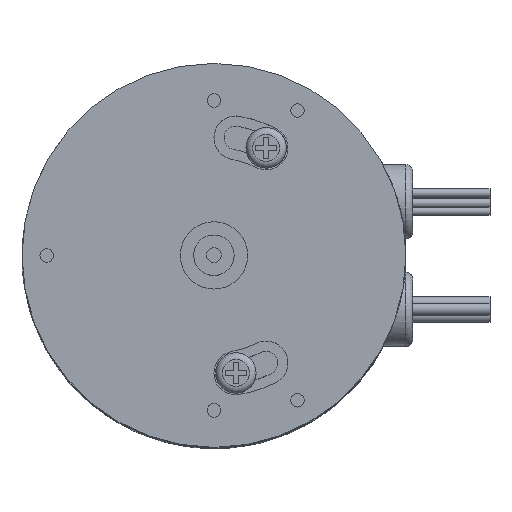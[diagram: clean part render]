
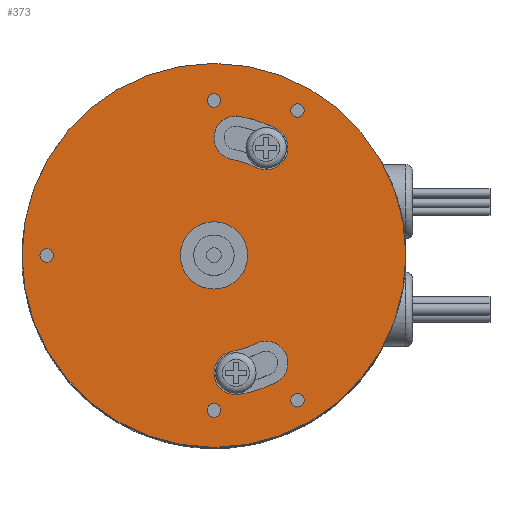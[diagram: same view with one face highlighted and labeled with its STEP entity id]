
A CAD part, top view. The second image highlights one B-rep face of the part: STEP entity #373.
In plain terms, the highlighted planar face has unit normal (0, 0, 1).
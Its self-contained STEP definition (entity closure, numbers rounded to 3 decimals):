
#373 = ADVANCED_FACE( '', ( #878, #879, #880, #881, #882, #883, #884, #885, #886 ), #887, .F. );
#878 = FACE_BOUND( '', #1523, .T. );
#879 = FACE_BOUND( '', #1524, .T. );
#880 = FACE_BOUND( '', #1525, .T. );
#881 = FACE_BOUND( '', #1526, .T. );
#882 = FACE_BOUND( '', #1527, .T. );
#883 = FACE_BOUND( '', #1528, .T. );
#884 = FACE_BOUND( '', #1529, .T. );
#885 = FACE_BOUND( '', #1530, .T. );
#886 = FACE_OUTER_BOUND( '', #1531, .T. );
#887 = PLANE( '', #1532 );
#1523 = EDGE_LOOP( '', ( #2530 ) );
#1524 = EDGE_LOOP( '', ( #2531 ) );
#1525 = EDGE_LOOP( '', ( #2532 ) );
#1526 = EDGE_LOOP( '', ( #2533 ) );
#1527 = EDGE_LOOP( '', ( #2534 ) );
#1528 = EDGE_LOOP( '', ( #2535, #2536, #2537, #2538 ) );
#1529 = EDGE_LOOP( '', ( #2539, #2540, #2541, #2542 ) );
#1530 = EDGE_LOOP( '', ( #2543 ) );
#1531 = EDGE_LOOP( '', ( #2544 ) );
#1532 = AXIS2_PLACEMENT_3D( '', #2545, #2546, #2547 );
#2530 = ORIENTED_EDGE( '', *, *, #3638, .T. );
#2531 = ORIENTED_EDGE( '', *, *, #3584, .T. );
#2532 = ORIENTED_EDGE( '', *, *, #3505, .T. );
#2533 = ORIENTED_EDGE( '', *, *, #3639, .T. );
#2534 = ORIENTED_EDGE( '', *, *, #3621, .T. );
#2535 = ORIENTED_EDGE( '', *, *, #3640, .T. );
#2536 = ORIENTED_EDGE( '', *, *, #3641, .T. );
#2537 = ORIENTED_EDGE( '', *, *, #3642, .T. );
#2538 = ORIENTED_EDGE( '', *, *, #3536, .T. );
#2539 = ORIENTED_EDGE( '', *, *, #3643, .F. );
#2540 = ORIENTED_EDGE( '', *, *, #3373, .F. );
#2541 = ORIENTED_EDGE( '', *, *, #3644, .F. );
#2542 = ORIENTED_EDGE( '', *, *, #3465, .F. );
#2543 = ORIENTED_EDGE( '', *, *, #3645, .T. );
#2544 = ORIENTED_EDGE( '', *, *, #3348, .F. );
#2545 = CARTESIAN_POINT( '', ( 0., 0., 114. ) );
#2546 = DIRECTION( '', ( 0., 0., -1. ) );
#2547 = DIRECTION( '', ( -1., 0., 0. ) );
#3348 = EDGE_CURVE( '', #3914, #3914, #3915, .T. );
#3373 = EDGE_CURVE( '', #3958, #3959, #3960, .T. );
#3465 = EDGE_CURVE( '', #4109, #4110, #4111, .T. );
#3505 = EDGE_CURVE( '', #4177, #4177, #4178, .T. );
#3536 = EDGE_CURVE( '', #4227, #4228, #4229, .T. );
#3584 = EDGE_CURVE( '', #4301, #4301, #4302, .T. );
#3621 = EDGE_CURVE( '', #4354, #4354, #4355, .T. );
#3638 = EDGE_CURVE( '', #4378, #4378, #4379, .T. );
#3639 = EDGE_CURVE( '', #4380, #4380, #4381, .T. );
#3640 = EDGE_CURVE( '', #4228, #4382, #4383, .T. );
#3641 = EDGE_CURVE( '', #4382, #4384, #4385, .T. );
#3642 = EDGE_CURVE( '', #4384, #4227, #4386, .T. );
#3643 = EDGE_CURVE( '', #3959, #4109, #4387, .T. );
#3644 = EDGE_CURVE( '', #4110, #3958, #4388, .T. );
#3645 = EDGE_CURVE( '', #4389, #4389, #4390, .T. );
#3914 = VERTEX_POINT( '', #4890 );
#3915 = CIRCLE( '', #4891, 28.5 );
#3958 = VERTEX_POINT( '', #4952 );
#3959 = VERTEX_POINT( '', #4953 );
#3960 = CIRCLE( '', #4954, 21. );
#4109 = VERTEX_POINT( '', #5152 );
#4110 = VERTEX_POINT( '', #5153 );
#4111 = CIRCLE( '', #5154, 14.5 );
#4177 = VERTEX_POINT( '', #5241 );
#4178 = CIRCLE( '', #5242, 1.007 );
#4227 = VERTEX_POINT( '', #5298 );
#4228 = VERTEX_POINT( '', #5299 );
#4229 = CIRCLE( '', #5300, 3.25 );
#4301 = VERTEX_POINT( '', #5390 );
#4302 = CIRCLE( '', #5391, 1.007 );
#4354 = VERTEX_POINT( '', #5454 );
#4355 = CIRCLE( '', #5455, 1.007 );
#4378 = VERTEX_POINT( '', #5485 );
#4379 = CIRCLE( '', #5486, 1.007 );
#4380 = VERTEX_POINT( '', #5487 );
#4381 = CIRCLE( '', #5488, 1.007 );
#4382 = VERTEX_POINT( '', #5489 );
#4383 = CIRCLE( '', #5490, 14.5 );
#4384 = VERTEX_POINT( '', #5491 );
#4385 = CIRCLE( '', #5492, 3.25 );
#4386 = CIRCLE( '', #5493, 21. );
#4387 = CIRCLE( '', #5494, 3.25 );
#4388 = CIRCLE( '', #5495, 3.25 );
#4389 = VERTEX_POINT( '', #5496 );
#4390 = CIRCLE( '', #5497, 5. );
#4890 = CARTESIAN_POINT( '', ( 28.5, 0., 114. ) );
#4891 = AXIS2_PLACEMENT_3D( '', #5844, #5845, #5846 );
#4952 = CARTESIAN_POINT( '', ( 9.169, 18.893, 114. ) );
#4953 = CARTESIAN_POINT( '', ( 3.845, 20.645, 114. ) );
#4954 = AXIS2_PLACEMENT_3D( '', #5871, #5872, #5873 );
#5152 = CARTESIAN_POINT( '', ( 2.655, 14.255, 114. ) );
#5153 = CARTESIAN_POINT( '', ( 6.331, 13.045, 114. ) );
#5154 = AXIS2_PLACEMENT_3D( '', #5980, #5981, #5982 );
#5241 = CARTESIAN_POINT( '', ( 0., 21.994, 114. ) );
#5242 = AXIS2_PLACEMENT_3D( '', #6031, #6032, #6033 );
#5298 = CARTESIAN_POINT( '', ( 3.845, -20.645, 114. ) );
#5299 = CARTESIAN_POINT( '', ( 2.655, -14.255, 114. ) );
#5300 = AXIS2_PLACEMENT_3D( '', #6080, #6081, #6082 );
#5390 = CARTESIAN_POINT( '', ( 12.41, 20.494, 114. ) );
#5391 = AXIS2_PLACEMENT_3D( '', #6155, #6156, #6157 );
#5454 = CARTESIAN_POINT( '', ( -24.829, -1.007, 114. ) );
#5455 = AXIS2_PLACEMENT_3D( '', #6205, #6206, #6207 );
#5485 = CARTESIAN_POINT( '', ( 12.41, -22.507, 114. ) );
#5486 = AXIS2_PLACEMENT_3D( '', #6221, #6222, #6223 );
#5487 = CARTESIAN_POINT( '', ( 0., -24.007, 114. ) );
#5488 = AXIS2_PLACEMENT_3D( '', #6224, #6225, #6226 );
#5489 = CARTESIAN_POINT( '', ( 6.331, -13.045, 114. ) );
#5490 = AXIS2_PLACEMENT_3D( '', #6227, #6228, #6229 );
#5491 = CARTESIAN_POINT( '', ( 9.169, -18.893, 114. ) );
#5492 = AXIS2_PLACEMENT_3D( '', #6230, #6231, #6232 );
#5493 = AXIS2_PLACEMENT_3D( '', #6233, #6234, #6235 );
#5494 = AXIS2_PLACEMENT_3D( '', #6236, #6237, #6238 );
#5495 = AXIS2_PLACEMENT_3D( '', #6239, #6240, #6241 );
#5496 = CARTESIAN_POINT( '', ( 0., 5., 114. ) );
#5497 = AXIS2_PLACEMENT_3D( '', #6242, #6243, #6244 );
#5844 = CARTESIAN_POINT( '', ( 0., 0., 114. ) );
#5845 = DIRECTION( '', ( 0., 0., -1. ) );
#5846 = DIRECTION( '', ( 1., 0., 0. ) );
#5871 = CARTESIAN_POINT( '', ( 0., 0., 114. ) );
#5872 = DIRECTION( '', ( 0., 0., 1. ) );
#5873 = DIRECTION( '', ( 0., -1., 0. ) );
#5980 = CARTESIAN_POINT( '', ( 0., 0., 114. ) );
#5981 = DIRECTION( '', ( 0., 0., -1. ) );
#5982 = DIRECTION( '', ( 0., -1., 0. ) );
#6031 = CARTESIAN_POINT( '', ( 0., 23., 114. ) );
#6032 = DIRECTION( '', ( 0., 0., -1. ) );
#6033 = DIRECTION( '', ( 0., -1., 0. ) );
#6080 = CARTESIAN_POINT( '', ( 3.25, -17.45, 114. ) );
#6081 = DIRECTION( '', ( 0., 0., -1. ) );
#6082 = DIRECTION( '', ( 0., 1., 0. ) );
#6155 = CARTESIAN_POINT( '', ( 12.41, 21.5, 114. ) );
#6156 = DIRECTION( '', ( 0., 0., -1. ) );
#6157 = DIRECTION( '', ( 0., -1., 0. ) );
#6205 = CARTESIAN_POINT( '', ( -24.829, 0., 114. ) );
#6206 = DIRECTION( '', ( 0., 0., -1. ) );
#6207 = DIRECTION( '', ( 0., -1., 0. ) );
#6221 = CARTESIAN_POINT( '', ( 12.41, -21.5, 114. ) );
#6222 = DIRECTION( '', ( 0., 0., -1. ) );
#6223 = DIRECTION( '', ( 0., -1., 0. ) );
#6224 = CARTESIAN_POINT( '', ( 0., -23., 114. ) );
#6225 = DIRECTION( '', ( 0., 0., -1. ) );
#6226 = DIRECTION( '', ( 0., -1., 0. ) );
#6227 = CARTESIAN_POINT( '', ( 0., 0., 114. ) );
#6228 = DIRECTION( '', ( 0., 0., 1. ) );
#6229 = DIRECTION( '', ( 0., -1., 0. ) );
#6230 = CARTESIAN_POINT( '', ( 7.75, -15.969, 114. ) );
#6231 = DIRECTION( '', ( 0., 0., -1. ) );
#6232 = DIRECTION( '', ( 0., -1., 0. ) );
#6233 = CARTESIAN_POINT( '', ( 0., 0., 114. ) );
#6234 = DIRECTION( '', ( 0., 0., -1. ) );
#6235 = DIRECTION( '', ( 0., -1., 0. ) );
#6236 = CARTESIAN_POINT( '', ( 3.25, 17.45, 114. ) );
#6237 = DIRECTION( '', ( 0., 0., 1. ) );
#6238 = DIRECTION( '', ( 0., -1., 0. ) );
#6239 = CARTESIAN_POINT( '', ( 7.75, 15.969, 114. ) );
#6240 = DIRECTION( '', ( 0., 0., 1. ) );
#6241 = DIRECTION( '', ( 0., 1., 0. ) );
#6242 = CARTESIAN_POINT( '', ( 0., 0., 114. ) );
#6243 = DIRECTION( '', ( 0., 0., -1. ) );
#6244 = DIRECTION( '', ( 0., 1., 0. ) );
